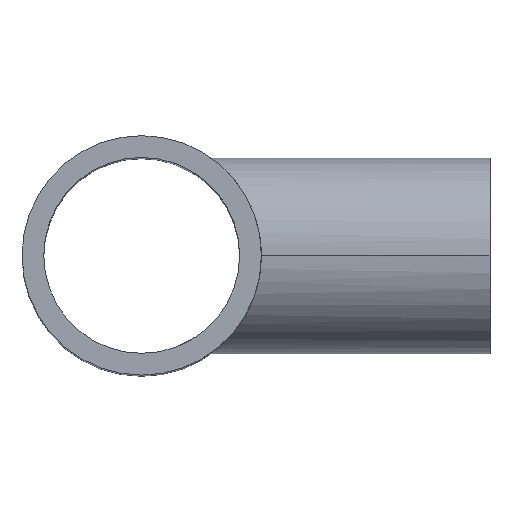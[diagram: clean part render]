
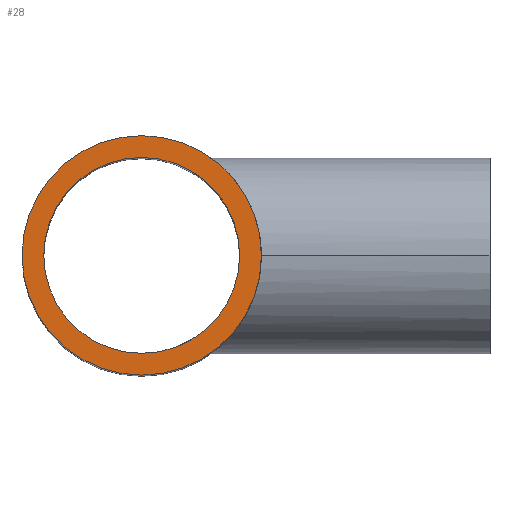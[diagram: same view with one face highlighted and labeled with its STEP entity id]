
A CAD part, top view. The second image highlights one B-rep face of the part: STEP entity #28.
In plain terms, the highlighted planar face has unit normal (0, 0, 1).
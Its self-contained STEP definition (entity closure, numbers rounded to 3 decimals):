
#17 = CARTESIAN_POINT ( 'NONE',  ( -55., 0., 164.5 ) ) ;
#19 = DIRECTION ( 'NONE',  ( 0., 0., 1. ) ) ;
#20 = DIRECTION ( 'NONE',  ( 0., 0., 1. ) ) ;
#22 = EDGE_CURVE ( 'NONE', #206, #709, #691, .T. ) ;
#28 = ADVANCED_FACE ( 'NONE', ( #515, #533 ), #36, .T. ) ;
#31 = CARTESIAN_POINT ( 'NONE',  ( 0., 0., 164.5 ) ) ;
#32 = CIRCLE ( 'NONE', #718, 55. ) ;
#36 = PLANE ( 'NONE',  #391 ) ;
#37 = ORIENTED_EDGE ( 'NONE', *, *, #330, .T. ) ;
#39 = CARTESIAN_POINT ( 'NONE',  ( 0., 0., 164.5 ) ) ;
#49 = EDGE_LOOP ( 'NONE', ( #641, #134 ) ) ;
#70 = DIRECTION ( 'NONE',  ( 1., 0., 0. ) ) ;
#86 = CARTESIAN_POINT ( 'NONE',  ( 0., 0., 164.5 ) ) ;
#88 = CARTESIAN_POINT ( 'NONE',  ( 0., 0., 164.5 ) ) ;
#91 = CIRCLE ( 'NONE', #347, 45. ) ;
#105 = CARTESIAN_POINT ( 'NONE',  ( 55., 0., 164.5 ) ) ;
#134 = ORIENTED_EDGE ( 'NONE', *, *, #155, .F. ) ;
#155 = EDGE_CURVE ( 'NONE', #709, #206, #91, .T. ) ;
#198 = DIRECTION ( 'NONE',  ( 1., 0., 0. ) ) ;
#206 = VERTEX_POINT ( 'NONE', #696 ) ;
#243 = CARTESIAN_POINT ( 'NONE',  ( 45., 0., 164.5 ) ) ;
#246 = DIRECTION ( 'NONE',  ( 1., 0., 0. ) ) ;
#263 = ORIENTED_EDGE ( 'NONE', *, *, #611, .T. ) ;
#297 = DIRECTION ( 'NONE',  ( 0., 0., 1. ) ) ;
#300 = AXIS2_PLACEMENT_3D ( 'NONE', #86, #297, #70 ) ;
#303 = EDGE_LOOP ( 'NONE', ( #37, #263 ) ) ;
#309 = DIRECTION ( 'NONE',  ( 0., 0., 1. ) ) ;
#318 = VERTEX_POINT ( 'NONE', #105 ) ;
#330 = EDGE_CURVE ( 'NONE', #600, #318, #32, .T. ) ;
#347 = AXIS2_PLACEMENT_3D ( 'NONE', #31, #309, #198 ) ;
#391 = AXIS2_PLACEMENT_3D ( 'NONE', #39, #19, #582 ) ;
#452 = CIRCLE ( 'NONE', #644, 55. ) ;
#515 = FACE_OUTER_BOUND ( 'NONE', #303, .T. ) ;
#533 = FACE_BOUND ( 'NONE', #49, .T. ) ;
#582 = DIRECTION ( 'NONE',  ( 1., 0., 0. ) ) ;
#599 = DIRECTION ( 'NONE',  ( 0., 0., 1. ) ) ;
#600 = VERTEX_POINT ( 'NONE', #17 ) ;
#611 = EDGE_CURVE ( 'NONE', #318, #600, #452, .T. ) ;
#641 = ORIENTED_EDGE ( 'NONE', *, *, #22, .F. ) ;
#644 = AXIS2_PLACEMENT_3D ( 'NONE', #88, #20, #246 ) ;
#660 = DIRECTION ( 'NONE',  ( 1., 0., 0. ) ) ;
#691 = CIRCLE ( 'NONE', #300, 45. ) ;
#696 = CARTESIAN_POINT ( 'NONE',  ( -45., 0., 164.5 ) ) ;
#709 = VERTEX_POINT ( 'NONE', #243 ) ;
#712 = CARTESIAN_POINT ( 'NONE',  ( 0., 0., 164.5 ) ) ;
#718 = AXIS2_PLACEMENT_3D ( 'NONE', #712, #599, #660 ) ;
